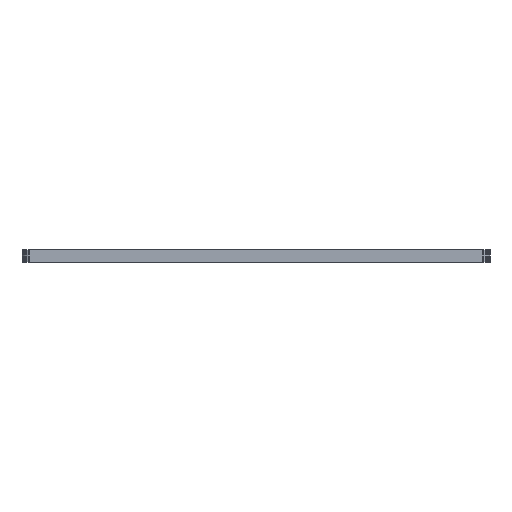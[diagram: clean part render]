
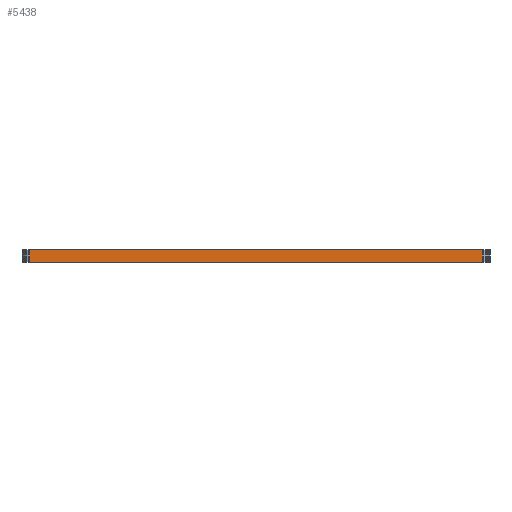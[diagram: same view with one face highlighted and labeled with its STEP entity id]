
A CAD part, left-side view. The second image highlights one B-rep face of the part: STEP entity #5438.
In plain terms, the highlighted planar face has unit normal (-1, 0, 0).
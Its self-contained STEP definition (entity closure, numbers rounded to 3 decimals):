
#90 = PLANE('',#91);
#91 = AXIS2_PLACEMENT_3D('',#92,#93,#94);
#92 = CARTESIAN_POINT('',(165.548,-66.2,1.6));
#93 = DIRECTION('',(-0.,-0.,-1.));
#94 = DIRECTION('',(-1.,0.,0.));
#144 = PLANE('',#145);
#145 = AXIS2_PLACEMENT_3D('',#146,#147,#148);
#146 = CARTESIAN_POINT('',(165.548,-66.2,0.));
#147 = DIRECTION('',(-0.,-0.,-1.));
#148 = DIRECTION('',(-1.,0.,0.));
#925 = VERTEX_POINT('',#926);
#926 = CARTESIAN_POINT('',(105.548,-95.2,0.));
#940 = PLANE('',#941);
#941 = AXIS2_PLACEMENT_3D('',#942,#943,#944);
#942 = CARTESIAN_POINT('',(105.567,-95.395,0.));
#943 = DIRECTION('',(-0.995,-0.098,0.));
#944 = DIRECTION('',(-0.098,0.995,0.));
#952 = EDGE_CURVE('',#925,#953,#955,.T.);
#953 = VERTEX_POINT('',#954);
#954 = CARTESIAN_POINT('',(105.548,-37.2,0.));
#955 = SURFACE_CURVE('',#956,(#960,#967),.PCURVE_S1.);
#956 = LINE('',#957,#958);
#957 = CARTESIAN_POINT('',(105.548,-95.2,0.));
#958 = VECTOR('',#959,1.);
#959 = DIRECTION('',(0.,1.,0.));
#960 = PCURVE('',#144,#961);
#961 = DEFINITIONAL_REPRESENTATION('',(#962),#966);
#962 = LINE('',#963,#964);
#963 = CARTESIAN_POINT('',(60.,-29.));
#964 = VECTOR('',#965,1.);
#965 = DIRECTION('',(0.,1.));
#966 = ( GEOMETRIC_REPRESENTATION_CONTEXT(2) 
PARAMETRIC_REPRESENTATION_CONTEXT() REPRESENTATION_CONTEXT('2D SPACE',''
  ) );
#967 = PCURVE('',#968,#973);
#968 = PLANE('',#969);
#969 = AXIS2_PLACEMENT_3D('',#970,#971,#972);
#970 = CARTESIAN_POINT('',(105.548,-95.2,0.));
#971 = DIRECTION('',(-1.,0.,0.));
#972 = DIRECTION('',(0.,1.,0.));
#973 = DEFINITIONAL_REPRESENTATION('',(#974),#978);
#974 = LINE('',#975,#976);
#975 = CARTESIAN_POINT('',(0.,0.));
#976 = VECTOR('',#977,1.);
#977 = DIRECTION('',(1.,0.));
#978 = ( GEOMETRIC_REPRESENTATION_CONTEXT(2) 
PARAMETRIC_REPRESENTATION_CONTEXT() REPRESENTATION_CONTEXT('2D SPACE',''
  ) );
#996 = PLANE('',#997);
#997 = AXIS2_PLACEMENT_3D('',#998,#999,#1000);
#998 = CARTESIAN_POINT('',(105.548,-37.2,0.));
#999 = DIRECTION('',(-0.995,0.098,0.));
#1000 = DIRECTION('',(0.098,0.995,0.));
#3360 = VERTEX_POINT('',#3361);
#3361 = CARTESIAN_POINT('',(105.548,-95.2,1.6));
#3382 = EDGE_CURVE('',#3360,#3383,#3385,.T.);
#3383 = VERTEX_POINT('',#3384);
#3384 = CARTESIAN_POINT('',(105.548,-37.2,1.6));
#3385 = SURFACE_CURVE('',#3386,(#3390,#3397),.PCURVE_S1.);
#3386 = LINE('',#3387,#3388);
#3387 = CARTESIAN_POINT('',(105.548,-95.2,1.6));
#3388 = VECTOR('',#3389,1.);
#3389 = DIRECTION('',(0.,1.,0.));
#3390 = PCURVE('',#90,#3391);
#3391 = DEFINITIONAL_REPRESENTATION('',(#3392),#3396);
#3392 = LINE('',#3393,#3394);
#3393 = CARTESIAN_POINT('',(60.,-29.));
#3394 = VECTOR('',#3395,1.);
#3395 = DIRECTION('',(0.,1.));
#3396 = ( GEOMETRIC_REPRESENTATION_CONTEXT(2) 
PARAMETRIC_REPRESENTATION_CONTEXT() REPRESENTATION_CONTEXT('2D SPACE',''
  ) );
#3397 = PCURVE('',#968,#3398);
#3398 = DEFINITIONAL_REPRESENTATION('',(#3399),#3403);
#3399 = LINE('',#3400,#3401);
#3400 = CARTESIAN_POINT('',(0.,-1.6));
#3401 = VECTOR('',#3402,1.);
#3402 = DIRECTION('',(1.,0.));
#3403 = ( GEOMETRIC_REPRESENTATION_CONTEXT(2) 
PARAMETRIC_REPRESENTATION_CONTEXT() REPRESENTATION_CONTEXT('2D SPACE',''
  ) );
#5388 = EDGE_CURVE('',#953,#3383,#5389,.T.);
#5389 = SURFACE_CURVE('',#5390,(#5394,#5401),.PCURVE_S1.);
#5390 = LINE('',#5391,#5392);
#5391 = CARTESIAN_POINT('',(105.548,-37.2,0.));
#5392 = VECTOR('',#5393,1.);
#5393 = DIRECTION('',(0.,0.,1.));
#5394 = PCURVE('',#996,#5395);
#5395 = DEFINITIONAL_REPRESENTATION('',(#5396),#5400);
#5396 = LINE('',#5397,#5398);
#5397 = CARTESIAN_POINT('',(0.,0.));
#5398 = VECTOR('',#5399,1.);
#5399 = DIRECTION('',(0.,-1.));
#5400 = ( GEOMETRIC_REPRESENTATION_CONTEXT(2) 
PARAMETRIC_REPRESENTATION_CONTEXT() REPRESENTATION_CONTEXT('2D SPACE',''
  ) );
#5401 = PCURVE('',#968,#5402);
#5402 = DEFINITIONAL_REPRESENTATION('',(#5403),#5407);
#5403 = LINE('',#5404,#5405);
#5404 = CARTESIAN_POINT('',(58.,0.));
#5405 = VECTOR('',#5406,1.);
#5406 = DIRECTION('',(0.,-1.));
#5407 = ( GEOMETRIC_REPRESENTATION_CONTEXT(2) 
PARAMETRIC_REPRESENTATION_CONTEXT() REPRESENTATION_CONTEXT('2D SPACE',''
  ) );
#5438 = ADVANCED_FACE('',(#5439),#968,.T.);
#5439 = FACE_BOUND('',#5440,.T.);
#5440 = EDGE_LOOP('',(#5441,#5462,#5463,#5464));
#5441 = ORIENTED_EDGE('',*,*,#5442,.T.);
#5442 = EDGE_CURVE('',#925,#3360,#5443,.T.);
#5443 = SURFACE_CURVE('',#5444,(#5448,#5455),.PCURVE_S1.);
#5444 = LINE('',#5445,#5446);
#5445 = CARTESIAN_POINT('',(105.548,-95.2,0.));
#5446 = VECTOR('',#5447,1.);
#5447 = DIRECTION('',(0.,0.,1.));
#5448 = PCURVE('',#968,#5449);
#5449 = DEFINITIONAL_REPRESENTATION('',(#5450),#5454);
#5450 = LINE('',#5451,#5452);
#5451 = CARTESIAN_POINT('',(0.,0.));
#5452 = VECTOR('',#5453,1.);
#5453 = DIRECTION('',(0.,-1.));
#5454 = ( GEOMETRIC_REPRESENTATION_CONTEXT(2) 
PARAMETRIC_REPRESENTATION_CONTEXT() REPRESENTATION_CONTEXT('2D SPACE',''
  ) );
#5455 = PCURVE('',#940,#5456);
#5456 = DEFINITIONAL_REPRESENTATION('',(#5457),#5461);
#5457 = LINE('',#5458,#5459);
#5458 = CARTESIAN_POINT('',(0.196,0.));
#5459 = VECTOR('',#5460,1.);
#5460 = DIRECTION('',(0.,-1.));
#5461 = ( GEOMETRIC_REPRESENTATION_CONTEXT(2) 
PARAMETRIC_REPRESENTATION_CONTEXT() REPRESENTATION_CONTEXT('2D SPACE',''
  ) );
#5462 = ORIENTED_EDGE('',*,*,#3382,.T.);
#5463 = ORIENTED_EDGE('',*,*,#5388,.F.);
#5464 = ORIENTED_EDGE('',*,*,#952,.F.);
